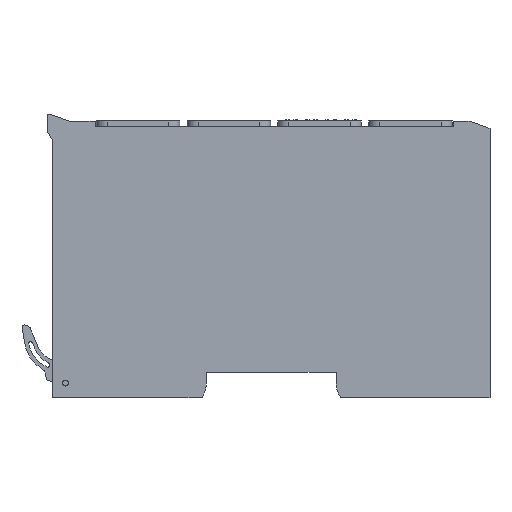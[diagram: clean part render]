
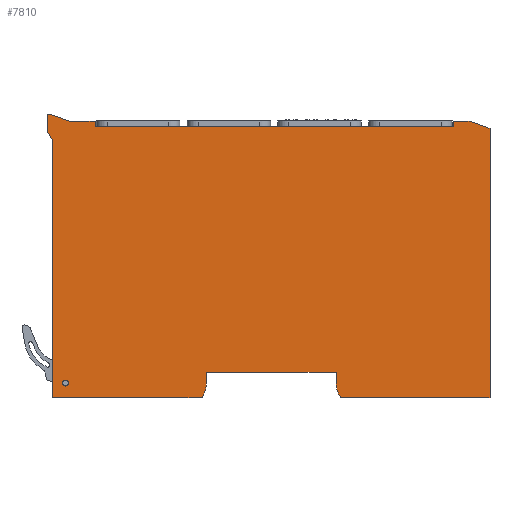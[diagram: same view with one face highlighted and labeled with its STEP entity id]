
A CAD part, left-side view. The second image highlights one B-rep face of the part: STEP entity #7810.
In plain terms, the highlighted planar face has unit normal (-1, 0, 0).
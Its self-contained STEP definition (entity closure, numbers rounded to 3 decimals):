
#7379=AXIS2_PLACEMENT_3D('Circle Axis2P3D',#7377,#7378,$) ;
#7410=AXIS2_PLACEMENT_3D('Circle Axis2P3D',#7408,#7409,$) ;
#7534=AXIS2_PLACEMENT_3D('Circle Axis2P3D',#7532,#7533,$) ;
#7596=AXIS2_PLACEMENT_3D('Circle Axis2P3D',#7594,#7595,$) ;
#7672=AXIS2_PLACEMENT_3D('Circle Axis2P3D',#7670,#7671,$) ;
#7694=AXIS2_PLACEMENT_3D('Circle Axis2P3D',#7692,#7693,$) ;
#7781=AXIS2_PLACEMENT_3D('Plane Axis2P3D',#7778,#7779,#7780) ;
#36=CARTESIAN_POINT('Line Origine',(0.,107.9,74.8)) ;
#40=CARTESIAN_POINT('Vertex',(0.,107.9,74.05)) ;
#42=CARTESIAN_POINT('Vertex',(0.,107.9,75.55)) ;
#83=CARTESIAN_POINT('Line Origine',(0.,58.95,74.05)) ;
#87=CARTESIAN_POINT('Vertex',(0.,10.,74.05)) ;
#1426=CARTESIAN_POINT('Line Origine',(0.,10.,74.8)) ;
#1430=CARTESIAN_POINT('Vertex',(0.,10.,75.55)) ;
#1454=CARTESIAN_POINT('Vertex',(0.,0.,73.566)) ;
#1470=CARTESIAN_POINT('Vertex',(0.,5.45,75.55)) ;
#1473=CARTESIAN_POINT('Line Origine',(0.,2.725,74.558)) ;
#1497=CARTESIAN_POINT('Line Origine',(0.,0.,36.783)) ;
#1501=CARTESIAN_POINT('Vertex',(0.,0.,0.)) ;
#1585=CARTESIAN_POINT('Line Origine',(0.,20.405,0.)) ;
#1589=CARTESIAN_POINT('Vertex',(0.,40.81,0.)) ;
#1629=CARTESIAN_POINT('Vertex',(0.,42.05,4.13)) ;
#1632=CARTESIAN_POINT('Line Origine',(0.,42.05,5.565)) ;
#1636=CARTESIAN_POINT('Vertex',(0.,42.05,7.)) ;
#1663=CARTESIAN_POINT('Line Origine',(0.,59.75,7.)) ;
#1667=CARTESIAN_POINT('Vertex',(0.,77.45,7.)) ;
#1694=CARTESIAN_POINT('Line Origine',(0.,77.45,5.565)) ;
#1698=CARTESIAN_POINT('Vertex',(0.,77.45,4.13)) ;
#1731=CARTESIAN_POINT('Vertex',(0.,78.69,0.)) ;
#1734=CARTESIAN_POINT('Line Origine',(0.,99.095,0.)) ;
#1738=CARTESIAN_POINT('Vertex',(0.,119.5,0.)) ;
#7377=CARTESIAN_POINT('Axis2P3D Location',(0.,116.,4.)) ;
#7381=CARTESIAN_POINT('Vertex',(0.,116.,3.2)) ;
#7383=CARTESIAN_POINT('Vertex',(0.,116.,4.8)) ;
#7408=CARTESIAN_POINT('Axis2P3D Location',(0.,116.,4.)) ;
#7436=CARTESIAN_POINT('Vertex',(0.,114.91,75.55)) ;
#7439=CARTESIAN_POINT('Line Origine',(0.,111.405,75.55)) ;
#7467=CARTESIAN_POINT('Vertex',(0.,120.13,77.45)) ;
#7470=CARTESIAN_POINT('Line Origine',(0.,117.52,76.5)) ;
#7498=CARTESIAN_POINT('Vertex',(0.,120.7,77.45)) ;
#7501=CARTESIAN_POINT('Line Origine',(0.,120.415,77.45)) ;
#7529=CARTESIAN_POINT('Vertex',(0.,121.,77.15)) ;
#7532=CARTESIAN_POINT('Axis2P3D Location',(0.,120.7,77.15)) ;
#7560=CARTESIAN_POINT('Vertex',(0.,121.,73.028)) ;
#7563=CARTESIAN_POINT('Line Origine',(0.,121.,75.089)) ;
#7591=CARTESIAN_POINT('Vertex',(0.,120.96,72.878)) ;
#7594=CARTESIAN_POINT('Axis2P3D Location',(0.,120.7,73.028)) ;
#7622=CARTESIAN_POINT('Vertex',(0.,119.5,70.35)) ;
#7625=CARTESIAN_POINT('Line Origine',(0.,120.23,71.614)) ;
#7647=CARTESIAN_POINT('Line Origine',(0.,119.5,35.175)) ;
#7670=CARTESIAN_POINT('Axis2P3D Location',(0.,84.95,4.13)) ;
#7692=CARTESIAN_POINT('Axis2P3D Location',(0.,34.55,4.13)) ;
#7719=CARTESIAN_POINT('Line Origine',(0.,7.725,75.55)) ;
#7778=CARTESIAN_POINT('Axis2P3D Location',(0.,119.5,0.)) ;
#37=DIRECTION('Vector Direction',(0.,0.,1.)) ;
#84=DIRECTION('Vector Direction',(0.,1.,0.)) ;
#1427=DIRECTION('Vector Direction',(0.,0.,-1.)) ;
#1474=DIRECTION('Vector Direction',(0.,0.94,0.342)) ;
#1498=DIRECTION('Vector Direction',(0.,0.,1.)) ;
#1586=DIRECTION('Vector Direction',(0.,-1.,0.)) ;
#1633=DIRECTION('Vector Direction',(0.,0.,-1.)) ;
#1664=DIRECTION('Vector Direction',(0.,-1.,0.)) ;
#1695=DIRECTION('Vector Direction',(0.,0.,1.)) ;
#1735=DIRECTION('Vector Direction',(0.,-1.,0.)) ;
#7378=DIRECTION('Axis2P3D Direction',(1.,0.,-0.)) ;
#7409=DIRECTION('Axis2P3D Direction',(1.,0.,-0.)) ;
#7440=DIRECTION('Vector Direction',(0.,-1.,0.)) ;
#7471=DIRECTION('Vector Direction',(0.,-0.94,-0.342)) ;
#7502=DIRECTION('Vector Direction',(0.,-1.,0.)) ;
#7533=DIRECTION('Axis2P3D Direction',(-1.,-0.,-0.)) ;
#7564=DIRECTION('Vector Direction',(0.,0.,1.)) ;
#7595=DIRECTION('Axis2P3D Direction',(-1.,-0.,-0.)) ;
#7626=DIRECTION('Vector Direction',(0.,0.5,0.866)) ;
#7648=DIRECTION('Vector Direction',(0.,0.,1.)) ;
#7671=DIRECTION('Axis2P3D Direction',(1.,0.,-0.)) ;
#7693=DIRECTION('Axis2P3D Direction',(1.,0.,-0.)) ;
#7720=DIRECTION('Vector Direction',(0.,-1.,0.)) ;
#7779=DIRECTION('Axis2P3D Direction',(1.,0.,0.)) ;
#7780=DIRECTION('Axis2P3D XDirection',(0.,0.,-1.)) ;
#38=VECTOR('Line Direction',#37,1.) ;
#85=VECTOR('Line Direction',#84,1.) ;
#1428=VECTOR('Line Direction',#1427,1.) ;
#1475=VECTOR('Line Direction',#1474,1.) ;
#1499=VECTOR('Line Direction',#1498,1.) ;
#1587=VECTOR('Line Direction',#1586,1.) ;
#1634=VECTOR('Line Direction',#1633,1.) ;
#1665=VECTOR('Line Direction',#1664,1.) ;
#1696=VECTOR('Line Direction',#1695,1.) ;
#1736=VECTOR('Line Direction',#1735,1.) ;
#7441=VECTOR('Line Direction',#7440,1.) ;
#7472=VECTOR('Line Direction',#7471,1.) ;
#7503=VECTOR('Line Direction',#7502,1.) ;
#7565=VECTOR('Line Direction',#7564,1.) ;
#7627=VECTOR('Line Direction',#7626,1.) ;
#7649=VECTOR('Line Direction',#7648,1.) ;
#7721=VECTOR('Line Direction',#7720,1.) ;
#7784=ORIENTED_EDGE('',*,*,#7443,.F.) ;
#7785=ORIENTED_EDGE('',*,*,#7474,.F.) ;
#7786=ORIENTED_EDGE('',*,*,#7505,.F.) ;
#7787=ORIENTED_EDGE('',*,*,#7536,.F.) ;
#7788=ORIENTED_EDGE('',*,*,#7567,.F.) ;
#7789=ORIENTED_EDGE('',*,*,#7598,.F.) ;
#7790=ORIENTED_EDGE('',*,*,#7629,.F.) ;
#7791=ORIENTED_EDGE('',*,*,#7651,.F.) ;
#7792=ORIENTED_EDGE('',*,*,#1740,.T.) ;
#7793=ORIENTED_EDGE('',*,*,#7674,.F.) ;
#7794=ORIENTED_EDGE('',*,*,#1700,.T.) ;
#7795=ORIENTED_EDGE('',*,*,#1669,.T.) ;
#7796=ORIENTED_EDGE('',*,*,#1638,.T.) ;
#7797=ORIENTED_EDGE('',*,*,#7696,.F.) ;
#7798=ORIENTED_EDGE('',*,*,#1591,.T.) ;
#7799=ORIENTED_EDGE('',*,*,#1503,.T.) ;
#7800=ORIENTED_EDGE('',*,*,#1477,.T.) ;
#7801=ORIENTED_EDGE('',*,*,#7723,.F.) ;
#7802=ORIENTED_EDGE('',*,*,#1432,.T.) ;
#7803=ORIENTED_EDGE('',*,*,#89,.T.) ;
#7804=ORIENTED_EDGE('',*,*,#44,.T.) ;
#7807=ORIENTED_EDGE('',*,*,#7412,.F.) ;
#7808=ORIENTED_EDGE('',*,*,#7385,.F.) ;
#7809=FACE_BOUND('',#7806,.T.) ;
#7810=ADVANCED_FACE('NAUO1\\HI_UR20-Modul02',(#7805,#7809),#7782,.F.) ;
#7380=CIRCLE('generated circle',#7379,0.8) ;
#7411=CIRCLE('generated circle',#7410,0.8) ;
#7535=CIRCLE('generated circle',#7534,0.3) ;
#7597=CIRCLE('generated circle',#7596,0.3) ;
#7673=CIRCLE('generated circle',#7672,7.5) ;
#7695=CIRCLE('generated circle',#7694,7.5) ;
#44=EDGE_CURVE('',#41,#43,#39,.T.) ;
#89=EDGE_CURVE('',#88,#41,#86,.T.) ;
#1432=EDGE_CURVE('',#1431,#88,#1429,.T.) ;
#1477=EDGE_CURVE('',#1455,#1471,#1476,.T.) ;
#1503=EDGE_CURVE('',#1502,#1455,#1500,.T.) ;
#1591=EDGE_CURVE('',#1590,#1502,#1588,.T.) ;
#1638=EDGE_CURVE('',#1637,#1630,#1635,.T.) ;
#1669=EDGE_CURVE('',#1668,#1637,#1666,.T.) ;
#1700=EDGE_CURVE('',#1699,#1668,#1697,.T.) ;
#1740=EDGE_CURVE('',#1739,#1732,#1737,.T.) ;
#7385=EDGE_CURVE('',#7382,#7384,#7380,.F.) ;
#7412=EDGE_CURVE('',#7384,#7382,#7411,.F.) ;
#7443=EDGE_CURVE('',#7437,#43,#7442,.T.) ;
#7474=EDGE_CURVE('',#7468,#7437,#7473,.T.) ;
#7505=EDGE_CURVE('',#7499,#7468,#7504,.T.) ;
#7536=EDGE_CURVE('',#7530,#7499,#7535,.F.) ;
#7567=EDGE_CURVE('',#7561,#7530,#7566,.T.) ;
#7598=EDGE_CURVE('',#7592,#7561,#7597,.F.) ;
#7629=EDGE_CURVE('',#7623,#7592,#7628,.T.) ;
#7651=EDGE_CURVE('',#1739,#7623,#7650,.T.) ;
#7674=EDGE_CURVE('',#1699,#1732,#7673,.T.) ;
#7696=EDGE_CURVE('',#1590,#1630,#7695,.T.) ;
#7723=EDGE_CURVE('',#1431,#1471,#7722,.T.) ;
#7783=EDGE_LOOP('',(#7784,#7785,#7786,#7787,#7788,#7789,#7790,#7791,#7792,#7793,#7794,#7795,#7796,#7797,#7798,#7799,#7800,#7801,#7802,#7803,#7804)) ;
#7806=EDGE_LOOP('',(#7807,#7808)) ;
#7805=FACE_OUTER_BOUND('',#7783,.T.) ;
#39=LINE('Line',#36,#38) ;
#86=LINE('Line',#83,#85) ;
#1429=LINE('Line',#1426,#1428) ;
#1476=LINE('Line',#1473,#1475) ;
#1500=LINE('Line',#1497,#1499) ;
#1588=LINE('Line',#1585,#1587) ;
#1635=LINE('Line',#1632,#1634) ;
#1666=LINE('Line',#1663,#1665) ;
#1697=LINE('Line',#1694,#1696) ;
#1737=LINE('Line',#1734,#1736) ;
#7442=LINE('Line',#7439,#7441) ;
#7473=LINE('Line',#7470,#7472) ;
#7504=LINE('Line',#7501,#7503) ;
#7566=LINE('Line',#7563,#7565) ;
#7628=LINE('Line',#7625,#7627) ;
#7650=LINE('Line',#7647,#7649) ;
#7722=LINE('Line',#7719,#7721) ;
#7782=PLANE('',#7781) ;
#41=VERTEX_POINT('',#40) ;
#43=VERTEX_POINT('',#42) ;
#88=VERTEX_POINT('',#87) ;
#1431=VERTEX_POINT('',#1430) ;
#1455=VERTEX_POINT('',#1454) ;
#1471=VERTEX_POINT('',#1470) ;
#1502=VERTEX_POINT('',#1501) ;
#1590=VERTEX_POINT('',#1589) ;
#1630=VERTEX_POINT('',#1629) ;
#1637=VERTEX_POINT('',#1636) ;
#1668=VERTEX_POINT('',#1667) ;
#1699=VERTEX_POINT('',#1698) ;
#1732=VERTEX_POINT('',#1731) ;
#1739=VERTEX_POINT('',#1738) ;
#7382=VERTEX_POINT('',#7381) ;
#7384=VERTEX_POINT('',#7383) ;
#7437=VERTEX_POINT('',#7436) ;
#7468=VERTEX_POINT('',#7467) ;
#7499=VERTEX_POINT('',#7498) ;
#7530=VERTEX_POINT('',#7529) ;
#7561=VERTEX_POINT('',#7560) ;
#7592=VERTEX_POINT('',#7591) ;
#7623=VERTEX_POINT('',#7622) ;
